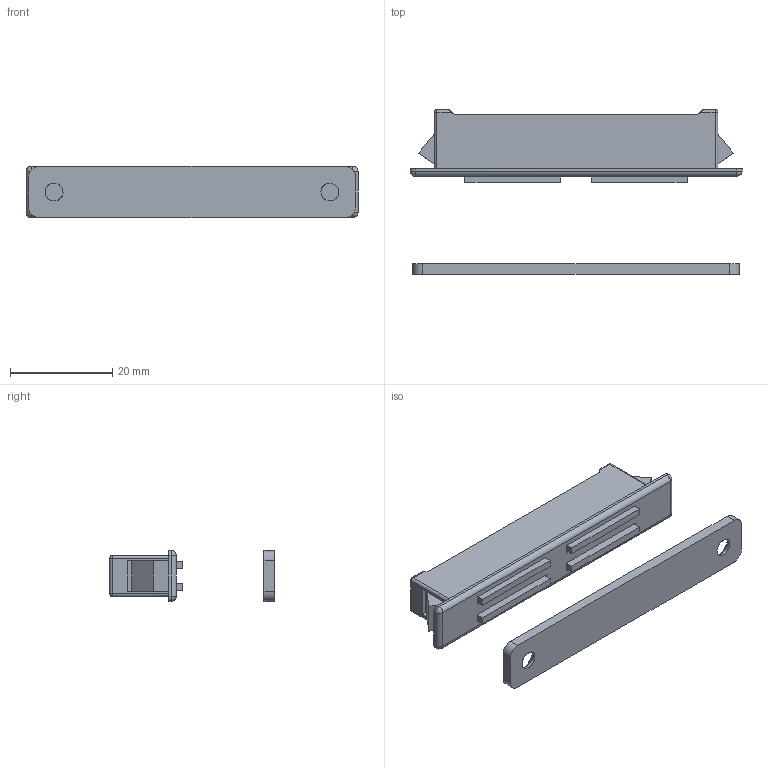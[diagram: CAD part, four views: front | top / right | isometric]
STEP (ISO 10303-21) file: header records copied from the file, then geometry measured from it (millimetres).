
FILE_DESCRIPTION((''),'2;1');
FILE_NAME('','2006-01-16T15:50:22',(''),(''),'','CADfix','');
FILE_SCHEMA(('AUTOMOTIVE_DESIGN'));
Length unit declared in the file: millimetre
Products named in the file (5): attachment; keeper; housing; claw; TL_239_1_30901_36
Assembly tree (5 placements, depth 2):
  TL_239_1_30901_36
    attachment  x2
    keeper
    housing
    claw
Bounding box: 65 x 32.19 x 10 mm (x, y, z)
Volume: 5443.2 mm3; surface area: 8897.1 mm2
Topology: 5 solids, 5 shells, 117 faces, 336 edges, 222 vertices
Faces by surface type: bspline 117
Entity records: 3913 total; most frequent: CARTESIAN_POINT 1909, ORIENTED_EDGE 624, EDGE_CURVE 312, QUASI_UNIFORM_CURVE 230, VERTEX_POINT 206, EDGE_LOOP 116, FACE_OUTER_BOUND 107, ADVANCED_FACE 107
